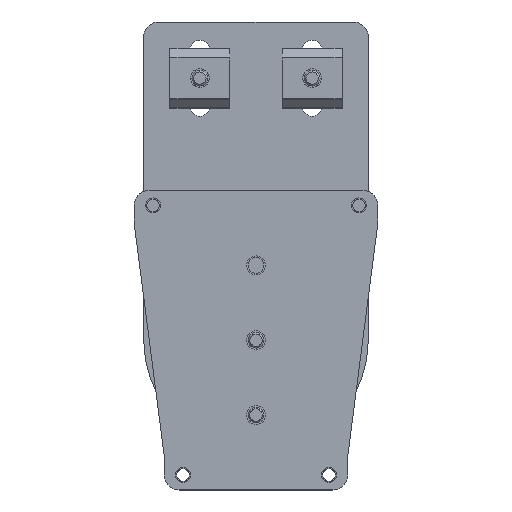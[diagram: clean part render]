
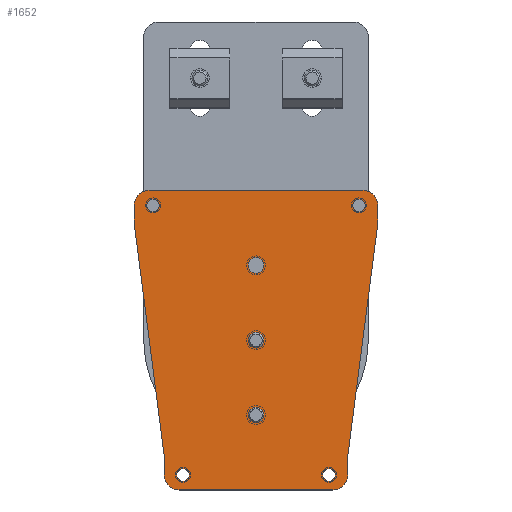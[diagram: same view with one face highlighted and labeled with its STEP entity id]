
A CAD part, top view. The second image highlights one B-rep face of the part: STEP entity #1652.
In plain terms, the highlighted planar face has unit normal (0, 0, 1).
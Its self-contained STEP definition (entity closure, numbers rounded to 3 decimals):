
#963=CARTESIAN_POINT('',(36.,-28.5,4.765));
#964=DIRECTION('',(0.,0.,1.));
#965=DIRECTION('',(0.,-1.,0.));
#966=AXIS2_PLACEMENT_3D('',#963,#964,#965);
#968=DIRECTION('',(1.,0.,0.));
#969=VECTOR('',#968,4.743);
#970=CARTESIAN_POINT('',(31.257,-32.5,4.765));
#971=LINE('',#970,#969);
#972=CARTESIAN_POINT('',(31.257,-28.5,4.765));
#973=DIRECTION('',(0.,0.,-1.));
#974=DIRECTION('',(0.,-1.,0.));
#975=AXIS2_PLACEMENT_3D('',#972,#973,#974);
#977=DIRECTION('',(0.992,-0.128,0.));
#978=VECTOR('',#977,62.);
#979=CARTESIAN_POINT('',(-30.745,-24.533,4.765));
#980=LINE('',#979,#978);
#981=CARTESIAN_POINT('',(-31.257,-28.5,4.765));
#982=DIRECTION('',(0.,0.,1.));
#983=DIRECTION('',(0.128,0.992,0.));
#984=AXIS2_PLACEMENT_3D('',#981,#982,#983);
#986=DIRECTION('',(1.,0.,0.));
#987=VECTOR('',#986,4.743);
#988=CARTESIAN_POINT('',(-36.,-24.5,4.765));
#989=LINE('',#988,#987);
#990=CARTESIAN_POINT('',(-36.,-20.5,4.765));
#991=DIRECTION('',(0.,0.,1.));
#992=DIRECTION('',(-1.,0.,0.));
#993=AXIS2_PLACEMENT_3D('',#990,#991,#992);
#995=DIRECTION('',(0.,-1.,0.));
#996=VECTOR('',#995,41.);
#997=CARTESIAN_POINT('',(-40.,20.5,4.765));
#998=LINE('',#997,#996);
#999=CARTESIAN_POINT('',(-36.,20.5,4.765));
#1000=DIRECTION('',(0.,0.,1.));
#1001=DIRECTION('',(0.,1.,0.));
#1002=AXIS2_PLACEMENT_3D('',#999,#1000,#1001);
#1004=DIRECTION('',(-1.,0.,0.));
#1005=VECTOR('',#1004,4.743);
#1006=CARTESIAN_POINT('',(-31.257,24.5,4.765));
#1007=LINE('',#1006,#1005);
#1008=CARTESIAN_POINT('',(-31.257,28.5,4.765));
#1009=DIRECTION('',(0.,0.,1.));
#1010=DIRECTION('',(0.,-1.,0.));
#1011=AXIS2_PLACEMENT_3D('',#1008,#1009,#1010);
#1013=DIRECTION('',(-0.992,-0.128,0.));
#1014=VECTOR('',#1013,62.);
#1015=CARTESIAN_POINT('',(30.745,32.467,4.765));
#1016=LINE('',#1015,#1014);
#1017=CARTESIAN_POINT('',(31.257,28.5,4.765));
#1018=DIRECTION('',(0.,0.,-1.));
#1019=DIRECTION('',(-0.128,0.992,0.));
#1020=AXIS2_PLACEMENT_3D('',#1017,#1018,#1019);
#1022=DIRECTION('',(-1.,0.,0.));
#1023=VECTOR('',#1022,4.743);
#1024=CARTESIAN_POINT('',(36.,32.5,4.765));
#1025=LINE('',#1024,#1023);
#1026=CARTESIAN_POINT('',(36.,28.5,4.765));
#1027=DIRECTION('',(0.,0.,1.));
#1028=DIRECTION('',(1.,0.,0.));
#1029=AXIS2_PLACEMENT_3D('',#1026,#1027,#1028);
#1031=DIRECTION('',(0.,1.,0.));
#1032=VECTOR('',#1031,57.);
#1033=CARTESIAN_POINT('',(40.,-28.5,4.765));
#1034=LINE('',#1033,#1032);
#1035=CARTESIAN_POINT('',(0.,0.,4.765));
#1036=DIRECTION('',(0.,0.,1.));
#1037=DIRECTION('',(-1.,0.,0.));
#1038=AXIS2_PLACEMENT_3D('',#1035,#1036,#1037);
#1040=CARTESIAN_POINT('',(0.,0.,4.765));
#1041=DIRECTION('',(0.,0.,1.));
#1042=DIRECTION('',(1.,0.,0.));
#1043=AXIS2_PLACEMENT_3D('',#1040,#1041,#1042);
#1045=CARTESIAN_POINT('',(20.,0.,4.765));
#1046=DIRECTION('',(0.,0.,1.));
#1047=DIRECTION('',(-1.,0.,0.));
#1048=AXIS2_PLACEMENT_3D('',#1045,#1046,#1047);
#1050=CARTESIAN_POINT('',(20.,0.,4.765));
#1051=DIRECTION('',(0.,0.,1.));
#1052=DIRECTION('',(1.,0.,0.));
#1053=AXIS2_PLACEMENT_3D('',#1050,#1051,#1052);
#1055=CARTESIAN_POINT('',(-20.,0.,4.765));
#1056=DIRECTION('',(0.,0.,1.));
#1057=DIRECTION('',(-1.,0.,0.));
#1058=AXIS2_PLACEMENT_3D('',#1055,#1056,#1057);
#1060=CARTESIAN_POINT('',(-20.,0.,4.765));
#1061=DIRECTION('',(0.,0.,1.));
#1062=DIRECTION('',(1.,0.,0.));
#1063=AXIS2_PLACEMENT_3D('',#1060,#1061,#1062);
#1065=CARTESIAN_POINT('',(36.,27.5,4.765));
#1066=DIRECTION('',(0.,0.,1.));
#1067=DIRECTION('',(-1.,0.,0.));
#1068=AXIS2_PLACEMENT_3D('',#1065,#1066,#1067);
#1070=CARTESIAN_POINT('',(36.,27.5,4.765));
#1071=DIRECTION('',(0.,0.,1.));
#1072=DIRECTION('',(1.,0.,0.));
#1073=AXIS2_PLACEMENT_3D('',#1070,#1071,#1072);
#1075=CARTESIAN_POINT('',(36.,-27.5,4.765));
#1076=DIRECTION('',(0.,0.,1.));
#1077=DIRECTION('',(-1.,0.,0.));
#1078=AXIS2_PLACEMENT_3D('',#1075,#1076,#1077);
#1080=CARTESIAN_POINT('',(36.,-27.5,4.765));
#1081=DIRECTION('',(0.,0.,1.));
#1082=DIRECTION('',(1.,0.,0.));
#1083=AXIS2_PLACEMENT_3D('',#1080,#1081,#1082);
#1085=CARTESIAN_POINT('',(-36.,-19.5,4.765));
#1086=DIRECTION('',(0.,0.,1.));
#1087=DIRECTION('',(-1.,0.,0.));
#1088=AXIS2_PLACEMENT_3D('',#1085,#1086,#1087);
#1090=CARTESIAN_POINT('',(-36.,-19.5,4.765));
#1091=DIRECTION('',(0.,0.,1.));
#1092=DIRECTION('',(1.,0.,0.));
#1093=AXIS2_PLACEMENT_3D('',#1090,#1091,#1092);
#1095=CARTESIAN_POINT('',(-36.,19.5,4.765));
#1096=DIRECTION('',(0.,0.,1.));
#1097=DIRECTION('',(-1.,0.,0.));
#1098=AXIS2_PLACEMENT_3D('',#1095,#1096,#1097);
#1100=CARTESIAN_POINT('',(-36.,19.5,4.765));
#1101=DIRECTION('',(0.,0.,1.));
#1102=DIRECTION('',(1.,0.,0.));
#1103=AXIS2_PLACEMENT_3D('',#1100,#1101,#1102);
#1162=CARTESIAN_POINT('',(-31.257,-24.5,4.765));
#1164=VERTEX_POINT('',#1162);
#1165=CARTESIAN_POINT('',(-30.745,-24.533,4.765));
#1166=VERTEX_POINT('',#1165);
#1173=CARTESIAN_POINT('',(36.,-32.5,4.765));
#1174=VERTEX_POINT('',#1173);
#1175=CARTESIAN_POINT('',(40.,-28.5,4.765));
#1176=VERTEX_POINT('',#1175);
#1177=CARTESIAN_POINT('',(31.257,-32.5,4.765));
#1179=VERTEX_POINT('',#1177);
#1183=CARTESIAN_POINT('',(30.745,-32.467,4.765));
#1184=VERTEX_POINT('',#1183);
#1189=CARTESIAN_POINT('',(-40.,-20.5,4.765));
#1190=VERTEX_POINT('',#1189);
#1191=CARTESIAN_POINT('',(-36.,-24.5,4.765));
#1192=VERTEX_POINT('',#1191);
#1197=CARTESIAN_POINT('',(-36.,24.5,4.765));
#1198=VERTEX_POINT('',#1197);
#1199=CARTESIAN_POINT('',(-40.,20.5,4.765));
#1200=VERTEX_POINT('',#1199);
#1203=CARTESIAN_POINT('',(40.,28.5,4.765));
#1204=VERTEX_POINT('',#1203);
#1209=CARTESIAN_POINT('',(17.9,0.,4.765));
#1210=CARTESIAN_POINT('',(22.1,0.,4.765));
#1211=VERTEX_POINT('',#1209);
#1212=VERTEX_POINT('',#1210);
#1214=CARTESIAN_POINT('',(-22.1,0.,4.765));
#1216=VERTEX_POINT('',#1214);
#1218=CARTESIAN_POINT('',(-17.9,0.,4.765));
#1220=VERTEX_POINT('',#1218);
#1225=CARTESIAN_POINT('',(34.35,27.5,4.765));
#1226=CARTESIAN_POINT('',(37.65,27.5,4.765));
#1227=VERTEX_POINT('',#1225);
#1228=VERTEX_POINT('',#1226);
#1230=CARTESIAN_POINT('',(34.35,-27.5,4.765));
#1232=VERTEX_POINT('',#1230);
#1234=CARTESIAN_POINT('',(37.65,-27.5,4.765));
#1236=VERTEX_POINT('',#1234);
#1238=CARTESIAN_POINT('',(-37.65,-19.5,4.765));
#1240=VERTEX_POINT('',#1238);
#1242=CARTESIAN_POINT('',(-34.35,-19.5,4.765));
#1244=VERTEX_POINT('',#1242);
#1246=CARTESIAN_POINT('',(-2.1,0.,4.765));
#1248=VERTEX_POINT('',#1246);
#1250=CARTESIAN_POINT('',(2.1,0.,4.765));
#1252=VERTEX_POINT('',#1250);
#1254=CARTESIAN_POINT('',(-30.745,24.533,4.765));
#1256=VERTEX_POINT('',#1254);
#1257=CARTESIAN_POINT('',(-31.257,24.5,4.765));
#1258=VERTEX_POINT('',#1257);
#1261=CARTESIAN_POINT('',(30.745,32.467,4.765));
#1263=VERTEX_POINT('',#1261);
#1267=CARTESIAN_POINT('',(31.257,32.5,4.765));
#1268=VERTEX_POINT('',#1267);
#1271=CARTESIAN_POINT('',(36.,32.5,4.765));
#1272=VERTEX_POINT('',#1271);
#1274=CARTESIAN_POINT('',(-37.65,19.5,4.765));
#1276=VERTEX_POINT('',#1274);
#1278=CARTESIAN_POINT('',(-34.35,19.5,4.765));
#1280=VERTEX_POINT('',#1278);
#1587=CARTESIAN_POINT('',(0.,0.,4.765));
#1588=DIRECTION('',(0.,0.,1.));
#1589=DIRECTION('',(1.,0.,0.));
#1590=AXIS2_PLACEMENT_3D('',#1587,#1588,#1589);
#1591=PLANE('',#1590);
#1592=ORIENTED_EDGE('',*,*,#1371,.F.);
#1593=ORIENTED_EDGE('',*,*,#1387,.F.);
#1594=ORIENTED_EDGE('',*,*,#1401,.T.);
#1595=ORIENTED_EDGE('',*,*,#1415,.F.);
#1596=ORIENTED_EDGE('',*,*,#1427,.T.);
#1597=ORIENTED_EDGE('',*,*,#1441,.F.);
#1598=ORIENTED_EDGE('',*,*,#1456,.F.);
#1599=ORIENTED_EDGE('',*,*,#1471,.F.);
#1600=ORIENTED_EDGE('',*,*,#1484,.F.);
#1601=ORIENTED_EDGE('',*,*,#1499,.F.);
#1602=ORIENTED_EDGE('',*,*,#1511,.T.);
#1603=ORIENTED_EDGE('',*,*,#1525,.F.);
#1604=ORIENTED_EDGE('',*,*,#1541,.T.);
#1605=ORIENTED_EDGE('',*,*,#1555,.F.);
#1606=ORIENTED_EDGE('',*,*,#1568,.F.);
#1607=ORIENTED_EDGE('',*,*,#1580,.F.);
#1608=EDGE_LOOP('',(#1592,#1593,#1594,#1595,#1596,#1597,#1598,#1599,#1600,#1601,
#1602,#1603,#1604,#1605,#1606,#1607));
#1609=FACE_OUTER_BOUND('',#1608,.F.);
#1611=ORIENTED_EDGE('',*,*,#1610,.T.);
#1613=ORIENTED_EDGE('',*,*,#1612,.T.);
#1614=EDGE_LOOP('',(#1611,#1613));
#1615=FACE_BOUND('',#1614,.F.);
#1617=ORIENTED_EDGE('',*,*,#1616,.T.);
#1619=ORIENTED_EDGE('',*,*,#1618,.T.);
#1620=EDGE_LOOP('',(#1617,#1619));
#1621=FACE_BOUND('',#1620,.F.);
#1623=ORIENTED_EDGE('',*,*,#1622,.T.);
#1625=ORIENTED_EDGE('',*,*,#1624,.T.);
#1626=EDGE_LOOP('',(#1623,#1625));
#1627=FACE_BOUND('',#1626,.F.);
#1629=ORIENTED_EDGE('',*,*,#1628,.T.);
#1631=ORIENTED_EDGE('',*,*,#1630,.T.);
#1632=EDGE_LOOP('',(#1629,#1631));
#1633=FACE_BOUND('',#1632,.F.);
#1635=ORIENTED_EDGE('',*,*,#1634,.T.);
#1637=ORIENTED_EDGE('',*,*,#1636,.T.);
#1638=EDGE_LOOP('',(#1635,#1637));
#1639=FACE_BOUND('',#1638,.F.);
#1641=ORIENTED_EDGE('',*,*,#1640,.T.);
#1643=ORIENTED_EDGE('',*,*,#1642,.T.);
#1644=EDGE_LOOP('',(#1641,#1643));
#1645=FACE_BOUND('',#1644,.F.);
#1647=ORIENTED_EDGE('',*,*,#1646,.T.);
#1649=ORIENTED_EDGE('',*,*,#1648,.T.);
#1650=EDGE_LOOP('',(#1647,#1649));
#1651=FACE_BOUND('',#1650,.F.);
#1652=ADVANCED_FACE('',(#1609,#1615,#1621,#1627,#1633,#1639,#1645,#1651),#1591,
.T.);
#967=CIRCLE('',#966,4.);
#976=CIRCLE('',#975,4.);
#985=CIRCLE('',#984,4.);
#994=CIRCLE('',#993,4.);
#1003=CIRCLE('',#1002,4.);
#1012=CIRCLE('',#1011,4.);
#1021=CIRCLE('',#1020,4.);
#1030=CIRCLE('',#1029,4.);
#1039=CIRCLE('',#1038,2.1);
#1044=CIRCLE('',#1043,2.1);
#1049=CIRCLE('',#1048,2.1);
#1054=CIRCLE('',#1053,2.1);
#1059=CIRCLE('',#1058,2.1);
#1064=CIRCLE('',#1063,2.1);
#1069=CIRCLE('',#1068,1.65);
#1074=CIRCLE('',#1073,1.65);
#1079=CIRCLE('',#1078,1.65);
#1084=CIRCLE('',#1083,1.65);
#1089=CIRCLE('',#1088,1.65);
#1094=CIRCLE('',#1093,1.65);
#1099=CIRCLE('',#1098,1.65);
#1104=CIRCLE('',#1103,1.65);
#1371=EDGE_CURVE('',#1174,#1176,#967,.T.);
#1387=EDGE_CURVE('',#1179,#1174,#971,.T.);
#1401=EDGE_CURVE('',#1179,#1184,#976,.T.);
#1415=EDGE_CURVE('',#1166,#1184,#980,.T.);
#1427=EDGE_CURVE('',#1166,#1164,#985,.T.);
#1441=EDGE_CURVE('',#1192,#1164,#989,.T.);
#1456=EDGE_CURVE('',#1190,#1192,#994,.T.);
#1471=EDGE_CURVE('',#1200,#1190,#998,.T.);
#1484=EDGE_CURVE('',#1198,#1200,#1003,.T.);
#1499=EDGE_CURVE('',#1258,#1198,#1007,.T.);
#1511=EDGE_CURVE('',#1258,#1256,#1012,.T.);
#1525=EDGE_CURVE('',#1263,#1256,#1016,.T.);
#1541=EDGE_CURVE('',#1263,#1268,#1021,.T.);
#1555=EDGE_CURVE('',#1272,#1268,#1025,.T.);
#1568=EDGE_CURVE('',#1204,#1272,#1030,.T.);
#1580=EDGE_CURVE('',#1176,#1204,#1034,.T.);
#1610=EDGE_CURVE('',#1248,#1252,#1039,.T.);
#1612=EDGE_CURVE('',#1252,#1248,#1044,.T.);
#1616=EDGE_CURVE('',#1211,#1212,#1049,.T.);
#1618=EDGE_CURVE('',#1212,#1211,#1054,.T.);
#1622=EDGE_CURVE('',#1216,#1220,#1059,.T.);
#1624=EDGE_CURVE('',#1220,#1216,#1064,.T.);
#1628=EDGE_CURVE('',#1227,#1228,#1069,.T.);
#1630=EDGE_CURVE('',#1228,#1227,#1074,.T.);
#1634=EDGE_CURVE('',#1232,#1236,#1079,.T.);
#1636=EDGE_CURVE('',#1236,#1232,#1084,.T.);
#1640=EDGE_CURVE('',#1240,#1244,#1089,.T.);
#1642=EDGE_CURVE('',#1244,#1240,#1094,.T.);
#1646=EDGE_CURVE('',#1276,#1280,#1099,.T.);
#1648=EDGE_CURVE('',#1280,#1276,#1104,.T.);
